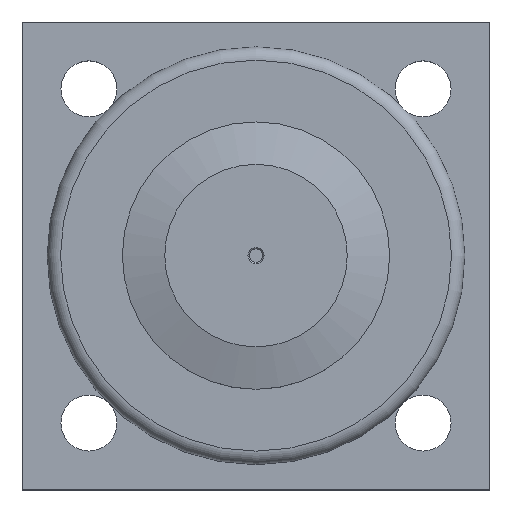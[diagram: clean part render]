
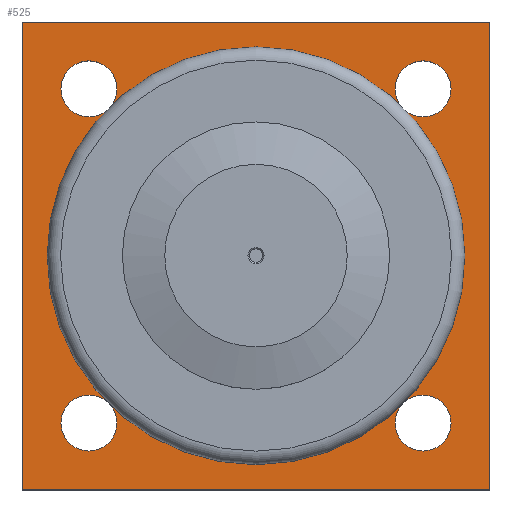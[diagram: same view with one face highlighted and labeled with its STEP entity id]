
A CAD part, top view. The second image highlights one B-rep face of the part: STEP entity #525.
In plain terms, the highlighted planar face has unit normal (0, 0, 1).
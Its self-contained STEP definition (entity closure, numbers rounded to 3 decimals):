
#31=FACE_BOUND('',#116,.T.);
#32=FACE_BOUND('',#117,.T.);
#33=FACE_BOUND('',#118,.T.);
#34=FACE_BOUND('',#119,.T.);
#35=FACE_BOUND('',#120,.T.);
#48=PLANE('',#620);
#76=FACE_OUTER_BOUND('',#115,.T.);
#115=EDGE_LOOP('',(#469,#470,#471,#472));
#116=EDGE_LOOP('',(#473,#474));
#117=EDGE_LOOP('',(#475,#476));
#118=EDGE_LOOP('',(#477,#478));
#119=EDGE_LOOP('',(#479,#480));
#120=EDGE_LOOP('',(#481,#482));
#135=LINE('',#927,#161);
#139=LINE('',#935,#165);
#142=LINE('',#941,#168);
#145=LINE('',#946,#171);
#161=VECTOR('',#773,10.);
#165=VECTOR('',#779,10.);
#168=VECTOR('',#784,10.);
#171=VECTOR('',#789,10.);
#205=CIRCLE('',#596,17.5);
#206=CIRCLE('',#597,17.5);
#207=CIRCLE('',#599,4.188);
#208=CIRCLE('',#600,4.188);
#210=CIRCLE('',#603,4.188);
#211=CIRCLE('',#604,4.188);
#213=CIRCLE('',#607,4.188);
#214=CIRCLE('',#608,4.188);
#216=CIRCLE('',#611,4.188);
#217=CIRCLE('',#612,4.188);
#249=VERTEX_POINT('',#887);
#250=VERTEX_POINT('',#889);
#251=VERTEX_POINT('',#893);
#252=VERTEX_POINT('',#894);
#254=VERTEX_POINT('',#901);
#255=VERTEX_POINT('',#902);
#257=VERTEX_POINT('',#909);
#258=VERTEX_POINT('',#910);
#260=VERTEX_POINT('',#917);
#261=VERTEX_POINT('',#918);
#263=VERTEX_POINT('',#925);
#264=VERTEX_POINT('',#926);
#267=VERTEX_POINT('',#934);
#269=VERTEX_POINT('',#940);
#312=EDGE_CURVE('',#250,#249,#205,.T.);
#313=EDGE_CURVE('',#249,#250,#206,.T.);
#314=EDGE_CURVE('',#251,#252,#207,.T.);
#315=EDGE_CURVE('',#252,#251,#208,.T.);
#318=EDGE_CURVE('',#254,#255,#210,.T.);
#319=EDGE_CURVE('',#255,#254,#211,.T.);
#322=EDGE_CURVE('',#257,#258,#213,.T.);
#323=EDGE_CURVE('',#258,#257,#214,.T.);
#326=EDGE_CURVE('',#260,#261,#216,.T.);
#327=EDGE_CURVE('',#261,#260,#217,.T.);
#330=EDGE_CURVE('',#263,#264,#135,.T.);
#334=EDGE_CURVE('',#264,#267,#139,.T.);
#337=EDGE_CURVE('',#267,#269,#142,.T.);
#340=EDGE_CURVE('',#269,#263,#145,.T.);
#469=ORIENTED_EDGE('',*,*,#330,.F.);
#470=ORIENTED_EDGE('',*,*,#340,.F.);
#471=ORIENTED_EDGE('',*,*,#337,.F.);
#472=ORIENTED_EDGE('',*,*,#334,.F.);
#473=ORIENTED_EDGE('',*,*,#312,.T.);
#474=ORIENTED_EDGE('',*,*,#313,.T.);
#475=ORIENTED_EDGE('',*,*,#314,.T.);
#476=ORIENTED_EDGE('',*,*,#315,.T.);
#477=ORIENTED_EDGE('',*,*,#318,.T.);
#478=ORIENTED_EDGE('',*,*,#319,.T.);
#479=ORIENTED_EDGE('',*,*,#322,.T.);
#480=ORIENTED_EDGE('',*,*,#323,.T.);
#481=ORIENTED_EDGE('',*,*,#326,.T.);
#482=ORIENTED_EDGE('',*,*,#327,.T.);
#525=ADVANCED_FACE('',(#76,#31,#32,#33,#34,#35),#48,.T.);
#596=AXIS2_PLACEMENT_3D('',#890,#731,#732);
#597=AXIS2_PLACEMENT_3D('',#891,#733,#734);
#599=AXIS2_PLACEMENT_3D('',#895,#737,#738);
#600=AXIS2_PLACEMENT_3D('',#896,#739,#740);
#603=AXIS2_PLACEMENT_3D('',#903,#746,#747);
#604=AXIS2_PLACEMENT_3D('',#904,#748,#749);
#607=AXIS2_PLACEMENT_3D('',#911,#755,#756);
#608=AXIS2_PLACEMENT_3D('',#912,#757,#758);
#611=AXIS2_PLACEMENT_3D('',#919,#764,#765);
#612=AXIS2_PLACEMENT_3D('',#920,#766,#767);
#620=AXIS2_PLACEMENT_3D('',#951,#795,#796);
#731=DIRECTION('center_axis',(0.,0.,-1.));
#732=DIRECTION('ref_axis',(0.,1.,0.));
#733=DIRECTION('center_axis',(0.,0.,-1.));
#734=DIRECTION('ref_axis',(0.,1.,0.));
#737=DIRECTION('center_axis',(0.,0.,-1.));
#738=DIRECTION('ref_axis',(1.,0.,0.));
#739=DIRECTION('center_axis',(0.,0.,-1.));
#740=DIRECTION('ref_axis',(1.,0.,0.));
#746=DIRECTION('center_axis',(0.,0.,-1.));
#747=DIRECTION('ref_axis',(1.,0.,0.));
#748=DIRECTION('center_axis',(0.,0.,-1.));
#749=DIRECTION('ref_axis',(1.,0.,0.));
#755=DIRECTION('center_axis',(0.,0.,-1.));
#756=DIRECTION('ref_axis',(1.,0.,0.));
#757=DIRECTION('center_axis',(0.,0.,-1.));
#758=DIRECTION('ref_axis',(1.,0.,0.));
#764=DIRECTION('center_axis',(0.,0.,-1.));
#765=DIRECTION('ref_axis',(1.,0.,0.));
#766=DIRECTION('center_axis',(0.,0.,-1.));
#767=DIRECTION('ref_axis',(1.,0.,0.));
#773=DIRECTION('',(0.,1.,0.));
#779=DIRECTION('',(1.,0.,0.));
#784=DIRECTION('',(0.,-1.,0.));
#789=DIRECTION('',(-1.,0.,0.));
#795=DIRECTION('center_axis',(0.,0.,1.));
#796=DIRECTION('ref_axis',(1.,0.,0.));
#887=CARTESIAN_POINT('',(35.,17.5,12.));
#889=CARTESIAN_POINT('',(35.,52.5,12.));
#890=CARTESIAN_POINT('Origin',(35.,35.,12.));
#891=CARTESIAN_POINT('Origin',(35.,35.,12.));
#893=CARTESIAN_POINT('',(14.188,10.,12.));
#894=CARTESIAN_POINT('',(5.812,10.,12.));
#895=CARTESIAN_POINT('Origin',(10.,10.,12.));
#896=CARTESIAN_POINT('Origin',(10.,10.,12.));
#901=CARTESIAN_POINT('',(64.188,10.,12.));
#902=CARTESIAN_POINT('',(55.812,10.,12.));
#903=CARTESIAN_POINT('Origin',(60.,10.,12.));
#904=CARTESIAN_POINT('Origin',(60.,10.,12.));
#909=CARTESIAN_POINT('',(64.188,60.,12.));
#910=CARTESIAN_POINT('',(55.812,60.,12.));
#911=CARTESIAN_POINT('Origin',(60.,60.,12.));
#912=CARTESIAN_POINT('Origin',(60.,60.,12.));
#917=CARTESIAN_POINT('',(14.188,60.,12.));
#918=CARTESIAN_POINT('',(5.812,60.,12.));
#919=CARTESIAN_POINT('Origin',(10.,60.,12.));
#920=CARTESIAN_POINT('Origin',(10.,60.,12.));
#925=CARTESIAN_POINT('',(0.,0.,12.));
#926=CARTESIAN_POINT('',(0.,70.,12.));
#927=CARTESIAN_POINT('',(0.,70.,12.));
#934=CARTESIAN_POINT('',(70.,70.,12.));
#935=CARTESIAN_POINT('',(70.,70.,12.));
#940=CARTESIAN_POINT('',(70.,0.,12.));
#941=CARTESIAN_POINT('',(70.,0.,12.));
#946=CARTESIAN_POINT('',(0.,0.,12.));
#951=CARTESIAN_POINT('Origin',(35.,35.,12.));
